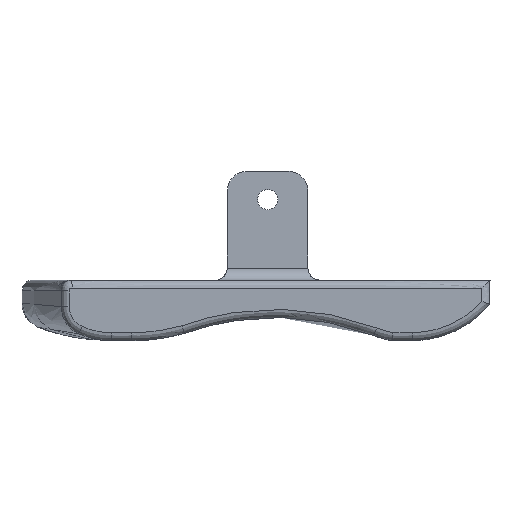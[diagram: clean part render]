
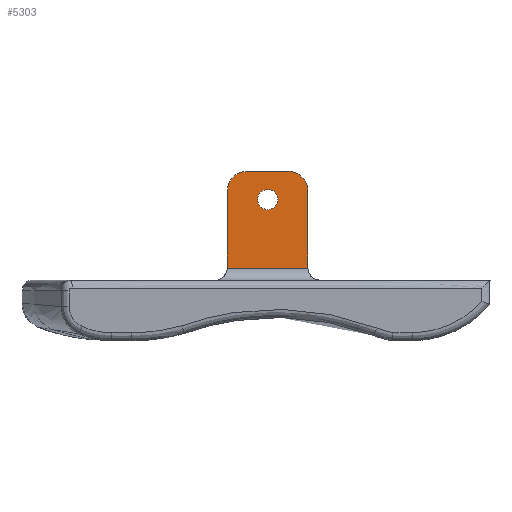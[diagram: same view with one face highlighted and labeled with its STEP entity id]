
A CAD part, front view. The second image highlights one B-rep face of the part: STEP entity #5303.
In plain terms, the highlighted planar face has unit normal (0, -1, 0).
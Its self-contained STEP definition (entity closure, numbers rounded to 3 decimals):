
#715 = ( BOUNDED_SURFACE() B_SPLINE_SURFACE(2,1,(
    (#716,#717)
    ,(#718,#719)
,(#720,#721
    )),.UNSPECIFIED.,.F.,.F.,.F.) B_SPLINE_SURFACE_WITH_KNOTS((3,3),(2,2
    ),(0.,32.64),(-6.32,26.32),.PIECEWISE_BEZIER_KNOTS.) 
GEOMETRIC_REPRESENTATION_ITEM() RATIONAL_B_SPLINE_SURFACE((
    (1.,1.)
    ,(0.707,0.707)
,(1.,1.))) REPRESENTATION_ITEM('') SURFACE() );
#716 = CARTESIAN_POINT('',(67.192,122.,15.));
#717 = CARTESIAN_POINT('',(34.552,122.,15.));
#718 = CARTESIAN_POINT('',(67.192,125.,15.));
#719 = CARTESIAN_POINT('',(34.552,125.,15.));
#720 = CARTESIAN_POINT('',(67.192,125.,18.));
#721 = CARTESIAN_POINT('',(34.552,125.,18.));
#2307 = VERTEX_POINT('',#2308);
#2308 = CARTESIAN_POINT('',(40.872,125.,18.));
#2426 = PLANE('',#2427);
#2427 = AXIS2_PLACEMENT_3D('',#2428,#2429,#2430);
#2428 = CARTESIAN_POINT('',(40.872,125.,15.));
#2429 = DIRECTION('',(-1.,0.,0.));
#2430 = DIRECTION('',(0.,1.,0.));
#2566 = VERTEX_POINT('',#2567);
#2567 = CARTESIAN_POINT('',(60.872,125.,18.));
#2675 = EDGE_CURVE('',#2566,#2307,#2676,.T.);
#2676 = SURFACE_CURVE('',#2677,(#2680,#2687),.PCURVE_S1.);
#2677 = B_SPLINE_CURVE_WITH_KNOTS('',1,(#2678,#2679),.UNSPECIFIED.,.F.,
  .F.,(2,2),(-6.32,26.32),.PIECEWISE_BEZIER_KNOTS.);
#2678 = CARTESIAN_POINT('',(67.192,125.,18.));
#2679 = CARTESIAN_POINT('',(34.552,125.,18.));
#2680 = PCURVE('',#715,#2681);
#2681 = DEFINITIONAL_REPRESENTATION('',(#2682),#2686);
#2682 = LINE('',#2683,#2684);
#2683 = CARTESIAN_POINT('',(32.64,0.));
#2684 = VECTOR('',#2685,1.);
#2685 = DIRECTION('',(0.,1.));
#2686 = ( GEOMETRIC_REPRESENTATION_CONTEXT(2) 
PARAMETRIC_REPRESENTATION_CONTEXT() REPRESENTATION_CONTEXT('2D SPACE',''
  ) );
#2687 = PCURVE('',#2688,#2693);
#2688 = PLANE('',#2689);
#2689 = AXIS2_PLACEMENT_3D('',#2690,#2691,#2692);
#2690 = CARTESIAN_POINT('',(60.872,125.,15.));
#2691 = DIRECTION('',(0.,-1.,0.));
#2692 = DIRECTION('',(-1.,0.,0.));
#2693 = DEFINITIONAL_REPRESENTATION('',(#2694),#2697);
#2694 = B_SPLINE_CURVE_WITH_KNOTS('',1,(#2695,#2696),.UNSPECIFIED.,.F.,
  .F.,(2,2),(-6.32,26.32),.PIECEWISE_BEZIER_KNOTS.);
#2695 = CARTESIAN_POINT('',(-6.32,-3.));
#2696 = CARTESIAN_POINT('',(26.32,-3.));
#2697 = ( GEOMETRIC_REPRESENTATION_CONTEXT(2) 
PARAMETRIC_REPRESENTATION_CONTEXT() REPRESENTATION_CONTEXT('2D SPACE',''
  ) );
#2912 = PLANE('',#2913);
#2913 = AXIS2_PLACEMENT_3D('',#2914,#2915,#2916);
#2914 = CARTESIAN_POINT('',(60.872,135.,15.));
#2915 = DIRECTION('',(1.,0.,0.));
#2916 = DIRECTION('',(0.,-1.,0.));
#5231 = EDGE_CURVE('',#2307,#5232,#5234,.T.);
#5232 = VERTEX_POINT('',#5233);
#5233 = CARTESIAN_POINT('',(40.872,125.,37.));
#5234 = SURFACE_CURVE('',#5235,(#5239,#5246),.PCURVE_S1.);
#5235 = LINE('',#5236,#5237);
#5236 = CARTESIAN_POINT('',(40.872,125.,15.));
#5237 = VECTOR('',#5238,1.);
#5238 = DIRECTION('',(0.,0.,1.));
#5239 = PCURVE('',#2426,#5240);
#5240 = DEFINITIONAL_REPRESENTATION('',(#5241),#5245);
#5241 = LINE('',#5242,#5243);
#5242 = CARTESIAN_POINT('',(0.,0.));
#5243 = VECTOR('',#5244,1.);
#5244 = DIRECTION('',(0.,-1.));
#5245 = ( GEOMETRIC_REPRESENTATION_CONTEXT(2) 
PARAMETRIC_REPRESENTATION_CONTEXT() REPRESENTATION_CONTEXT('2D SPACE',''
  ) );
#5246 = PCURVE('',#2688,#5247);
#5247 = DEFINITIONAL_REPRESENTATION('',(#5248),#5252);
#5248 = LINE('',#5249,#5250);
#5249 = CARTESIAN_POINT('',(20.,0.));
#5250 = VECTOR('',#5251,1.);
#5251 = DIRECTION('',(0.,-1.));
#5252 = ( GEOMETRIC_REPRESENTATION_CONTEXT(2) 
PARAMETRIC_REPRESENTATION_CONTEXT() REPRESENTATION_CONTEXT('2D SPACE',''
  ) );
#5270 = CYLINDRICAL_SURFACE('',#5271,5.);
#5271 = AXIS2_PLACEMENT_3D('',#5272,#5273,#5274);
#5272 = CARTESIAN_POINT('',(45.872,125.,37.));
#5273 = DIRECTION('',(0.,1.,0.));
#5274 = DIRECTION('',(-1.,0.,0.));
#5303 = ADVANCED_FACE('',(#5304,#5414),#2688,.T.);
#5304 = FACE_BOUND('',#5305,.T.);
#5305 = EDGE_LOOP('',(#5306,#5329,#5358,#5386,#5412,#5413));
#5306 = ORIENTED_EDGE('',*,*,#5307,.T.);
#5307 = EDGE_CURVE('',#2566,#5308,#5310,.T.);
#5308 = VERTEX_POINT('',#5309);
#5309 = CARTESIAN_POINT('',(60.872,125.,37.));
#5310 = SURFACE_CURVE('',#5311,(#5315,#5322),.PCURVE_S1.);
#5311 = LINE('',#5312,#5313);
#5312 = CARTESIAN_POINT('',(60.872,125.,15.));
#5313 = VECTOR('',#5314,1.);
#5314 = DIRECTION('',(0.,0.,1.));
#5315 = PCURVE('',#2688,#5316);
#5316 = DEFINITIONAL_REPRESENTATION('',(#5317),#5321);
#5317 = LINE('',#5318,#5319);
#5318 = CARTESIAN_POINT('',(0.,-0.));
#5319 = VECTOR('',#5320,1.);
#5320 = DIRECTION('',(0.,-1.));
#5321 = ( GEOMETRIC_REPRESENTATION_CONTEXT(2) 
PARAMETRIC_REPRESENTATION_CONTEXT() REPRESENTATION_CONTEXT('2D SPACE',''
  ) );
#5322 = PCURVE('',#2912,#5323);
#5323 = DEFINITIONAL_REPRESENTATION('',(#5324),#5328);
#5324 = LINE('',#5325,#5326);
#5325 = CARTESIAN_POINT('',(10.,0.));
#5326 = VECTOR('',#5327,1.);
#5327 = DIRECTION('',(0.,-1.));
#5328 = ( GEOMETRIC_REPRESENTATION_CONTEXT(2) 
PARAMETRIC_REPRESENTATION_CONTEXT() REPRESENTATION_CONTEXT('2D SPACE',''
  ) );
#5329 = ORIENTED_EDGE('',*,*,#5330,.T.);
#5330 = EDGE_CURVE('',#5308,#5331,#5333,.T.);
#5331 = VERTEX_POINT('',#5332);
#5332 = CARTESIAN_POINT('',(55.872,125.,42.));
#5333 = SURFACE_CURVE('',#5334,(#5339,#5346),.PCURVE_S1.);
#5334 = CIRCLE('',#5335,5.);
#5335 = AXIS2_PLACEMENT_3D('',#5336,#5337,#5338);
#5336 = CARTESIAN_POINT('',(55.872,125.,37.));
#5337 = DIRECTION('',(0.,-1.,0.));
#5338 = DIRECTION('',(0.,0.,-1.));
#5339 = PCURVE('',#2688,#5340);
#5340 = DEFINITIONAL_REPRESENTATION('',(#5341),#5345);
#5341 = CIRCLE('',#5342,5.);
#5342 = AXIS2_PLACEMENT_2D('',#5343,#5344);
#5343 = CARTESIAN_POINT('',(5.,-22.));
#5344 = DIRECTION('',(-0.,1.));
#5345 = ( GEOMETRIC_REPRESENTATION_CONTEXT(2) 
PARAMETRIC_REPRESENTATION_CONTEXT() REPRESENTATION_CONTEXT('2D SPACE',''
  ) );
#5346 = PCURVE('',#5347,#5352);
#5347 = CYLINDRICAL_SURFACE('',#5348,5.);
#5348 = AXIS2_PLACEMENT_3D('',#5349,#5350,#5351);
#5349 = CARTESIAN_POINT('',(55.872,135.,37.));
#5350 = DIRECTION('',(0.,-1.,0.));
#5351 = DIRECTION('',(1.,0.,0.));
#5352 = DEFINITIONAL_REPRESENTATION('',(#5353),#5357);
#5353 = LINE('',#5354,#5355);
#5354 = CARTESIAN_POINT('',(-1.571,10.));
#5355 = VECTOR('',#5356,1.);
#5356 = DIRECTION('',(1.,0.));
#5357 = ( GEOMETRIC_REPRESENTATION_CONTEXT(2) 
PARAMETRIC_REPRESENTATION_CONTEXT() REPRESENTATION_CONTEXT('2D SPACE',''
  ) );
#5358 = ORIENTED_EDGE('',*,*,#5359,.T.);
#5359 = EDGE_CURVE('',#5331,#5360,#5362,.T.);
#5360 = VERTEX_POINT('',#5361);
#5361 = CARTESIAN_POINT('',(45.872,125.,42.));
#5362 = SURFACE_CURVE('',#5363,(#5367,#5374),.PCURVE_S1.);
#5363 = LINE('',#5364,#5365);
#5364 = CARTESIAN_POINT('',(60.872,125.,42.));
#5365 = VECTOR('',#5366,1.);
#5366 = DIRECTION('',(-1.,0.,0.));
#5367 = PCURVE('',#2688,#5368);
#5368 = DEFINITIONAL_REPRESENTATION('',(#5369),#5373);
#5369 = LINE('',#5370,#5371);
#5370 = CARTESIAN_POINT('',(0.,-27.));
#5371 = VECTOR('',#5372,1.);
#5372 = DIRECTION('',(1.,0.));
#5373 = ( GEOMETRIC_REPRESENTATION_CONTEXT(2) 
PARAMETRIC_REPRESENTATION_CONTEXT() REPRESENTATION_CONTEXT('2D SPACE',''
  ) );
#5374 = PCURVE('',#5375,#5380);
#5375 = PLANE('',#5376);
#5376 = AXIS2_PLACEMENT_3D('',#5377,#5378,#5379);
#5377 = CARTESIAN_POINT('',(50.872,130.,42.));
#5378 = DIRECTION('',(-0.,-0.,-1.));
#5379 = DIRECTION('',(-1.,0.,0.));
#5380 = DEFINITIONAL_REPRESENTATION('',(#5381),#5385);
#5381 = LINE('',#5382,#5383);
#5382 = CARTESIAN_POINT('',(-10.,-5.));
#5383 = VECTOR('',#5384,1.);
#5384 = DIRECTION('',(1.,0.));
#5385 = ( GEOMETRIC_REPRESENTATION_CONTEXT(2) 
PARAMETRIC_REPRESENTATION_CONTEXT() REPRESENTATION_CONTEXT('2D SPACE',''
  ) );
#5386 = ORIENTED_EDGE('',*,*,#5387,.F.);
#5387 = EDGE_CURVE('',#5232,#5360,#5388,.T.);
#5388 = SURFACE_CURVE('',#5389,(#5394,#5405),.PCURVE_S1.);
#5389 = CIRCLE('',#5390,5.);
#5390 = AXIS2_PLACEMENT_3D('',#5391,#5392,#5393);
#5391 = CARTESIAN_POINT('',(45.872,125.,37.));
#5392 = DIRECTION('',(0.,1.,0.));
#5393 = DIRECTION('',(0.,0.,1.));
#5394 = PCURVE('',#2688,#5395);
#5395 = DEFINITIONAL_REPRESENTATION('',(#5396),#5404);
#5396 = ( BOUNDED_CURVE() B_SPLINE_CURVE(2,(#5397,#5398,#5399,#5400,
#5401,#5402,#5403),.UNSPECIFIED.,.T.,.F.) B_SPLINE_CURVE_WITH_KNOTS((1,2
    ,2,2,2,1),(-2.094,0.,2.094,4.189,
6.283,8.378),.UNSPECIFIED.) CURVE() 
GEOMETRIC_REPRESENTATION_ITEM() RATIONAL_B_SPLINE_CURVE((1.,0.5,1.,0.5,
1.,0.5,1.)) REPRESENTATION_ITEM('') );
#5397 = CARTESIAN_POINT('',(15.,-27.));
#5398 = CARTESIAN_POINT('',(6.34,-27.));
#5399 = CARTESIAN_POINT('',(10.67,-19.5));
#5400 = CARTESIAN_POINT('',(15.,-12.));
#5401 = CARTESIAN_POINT('',(19.33,-19.5));
#5402 = CARTESIAN_POINT('',(23.66,-27.));
#5403 = CARTESIAN_POINT('',(15.,-27.));
#5404 = ( GEOMETRIC_REPRESENTATION_CONTEXT(2) 
PARAMETRIC_REPRESENTATION_CONTEXT() REPRESENTATION_CONTEXT('2D SPACE',''
  ) );
#5405 = PCURVE('',#5270,#5406);
#5406 = DEFINITIONAL_REPRESENTATION('',(#5407),#5411);
#5407 = LINE('',#5408,#5409);
#5408 = CARTESIAN_POINT('',(-4.712,0.));
#5409 = VECTOR('',#5410,1.);
#5410 = DIRECTION('',(1.,0.));
#5411 = ( GEOMETRIC_REPRESENTATION_CONTEXT(2) 
PARAMETRIC_REPRESENTATION_CONTEXT() REPRESENTATION_CONTEXT('2D SPACE',''
  ) );
#5412 = ORIENTED_EDGE('',*,*,#5231,.F.);
#5413 = ORIENTED_EDGE('',*,*,#2675,.F.);
#5414 = FACE_BOUND('',#5415,.T.);
#5415 = EDGE_LOOP('',(#5416));
#5416 = ORIENTED_EDGE('',*,*,#5417,.F.);
#5417 = EDGE_CURVE('',#5418,#5418,#5420,.T.);
#5418 = VERTEX_POINT('',#5419);
#5419 = CARTESIAN_POINT('',(53.372,125.,35.));
#5420 = SURFACE_CURVE('',#5421,(#5426,#5433),.PCURVE_S1.);
#5421 = CIRCLE('',#5422,2.5);
#5422 = AXIS2_PLACEMENT_3D('',#5423,#5424,#5425);
#5423 = CARTESIAN_POINT('',(50.872,125.,35.));
#5424 = DIRECTION('',(0.,-1.,0.));
#5425 = DIRECTION('',(1.,0.,0.));
#5426 = PCURVE('',#2688,#5427);
#5427 = DEFINITIONAL_REPRESENTATION('',(#5428),#5432);
#5428 = CIRCLE('',#5429,2.5);
#5429 = AXIS2_PLACEMENT_2D('',#5430,#5431);
#5430 = CARTESIAN_POINT('',(10.,-20.));
#5431 = DIRECTION('',(-1.,-0.));
#5432 = ( GEOMETRIC_REPRESENTATION_CONTEXT(2) 
PARAMETRIC_REPRESENTATION_CONTEXT() REPRESENTATION_CONTEXT('2D SPACE',''
  ) );
#5433 = PCURVE('',#5434,#5439);
#5434 = CYLINDRICAL_SURFACE('',#5435,2.5);
#5435 = AXIS2_PLACEMENT_3D('',#5436,#5437,#5438);
#5436 = CARTESIAN_POINT('',(50.872,125.,35.));
#5437 = DIRECTION('',(0.,-1.,0.));
#5438 = DIRECTION('',(1.,0.,0.));
#5439 = DEFINITIONAL_REPRESENTATION('',(#5440),#5444);
#5440 = LINE('',#5441,#5442);
#5441 = CARTESIAN_POINT('',(0.,0.));
#5442 = VECTOR('',#5443,1.);
#5443 = DIRECTION('',(1.,0.));
#5444 = ( GEOMETRIC_REPRESENTATION_CONTEXT(2) 
PARAMETRIC_REPRESENTATION_CONTEXT() REPRESENTATION_CONTEXT('2D SPACE',''
  ) );
